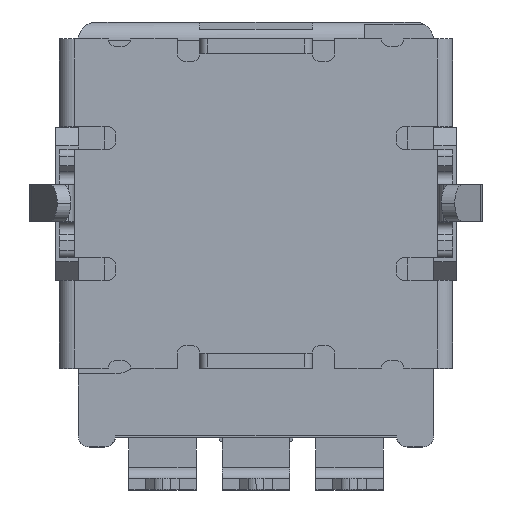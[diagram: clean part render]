
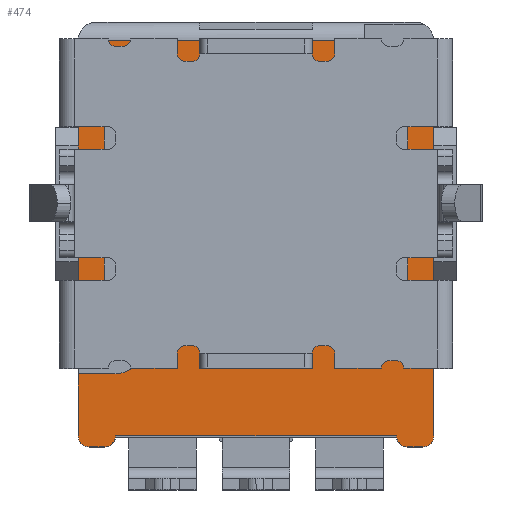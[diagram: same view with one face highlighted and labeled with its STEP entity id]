
A CAD part, top view. The second image highlights one B-rep face of the part: STEP entity #474.
In plain terms, the highlighted planar face has unit normal (0, 0, 1).
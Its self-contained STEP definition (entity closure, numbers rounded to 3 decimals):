
#474=ADVANCED_FACE('',(#1311,#1312),#1313,.T.);
#1311=FACE_OUTER_BOUND('',#3192,.T.);
#1312=FACE_BOUND('',#3193,.T.);
#1313=PLANE('',#3194);
#3192=EDGE_LOOP('',(#6701,#6702,#6703,#6704,#6705,#6706,#6707,#6708,#6709,#6710,#6711,#6712,#6713,#6714,#6715,#6716,#6717,#6718));
#3193=EDGE_LOOP('',(#6719,#6720,#6721,#6722,#6723,#6724,#6725,#6726));
#3194=AXIS2_PLACEMENT_3D('',#6727,#6728,#6729);
#6701=ORIENTED_EDGE('',*,*,#8162,.F.);
#6702=ORIENTED_EDGE('',*,*,#8163,.F.);
#6703=ORIENTED_EDGE('',*,*,#8164,.F.);
#6704=ORIENTED_EDGE('',*,*,#8165,.T.);
#6705=ORIENTED_EDGE('',*,*,#7155,.T.);
#6706=ORIENTED_EDGE('',*,*,#8166,.F.);
#6707=ORIENTED_EDGE('',*,*,#7029,.F.);
#6708=ORIENTED_EDGE('',*,*,#8167,.F.);
#6709=ORIENTED_EDGE('',*,*,#8168,.F.);
#6710=ORIENTED_EDGE('',*,*,#7151,.T.);
#6711=ORIENTED_EDGE('',*,*,#8169,.T.);
#6712=ORIENTED_EDGE('',*,*,#8170,.T.);
#6713=ORIENTED_EDGE('',*,*,#8171,.T.);
#6714=ORIENTED_EDGE('',*,*,#8172,.T.);
#6715=ORIENTED_EDGE('',*,*,#8173,.T.);
#6716=ORIENTED_EDGE('',*,*,#8174,.T.);
#6717=ORIENTED_EDGE('',*,*,#8175,.T.);
#6718=ORIENTED_EDGE('',*,*,#7127,.T.);
#6719=ORIENTED_EDGE('',*,*,#8176,.F.);
#6720=ORIENTED_EDGE('',*,*,#8177,.F.);
#6721=ORIENTED_EDGE('',*,*,#8178,.F.);
#6722=ORIENTED_EDGE('',*,*,#8179,.F.);
#6723=ORIENTED_EDGE('',*,*,#8180,.F.);
#6724=ORIENTED_EDGE('',*,*,#8181,.F.);
#6725=ORIENTED_EDGE('',*,*,#8182,.F.);
#6726=ORIENTED_EDGE('',*,*,#8183,.F.);
#6727=CARTESIAN_POINT('',(-4.05,-6.2,4.4));
#6728=DIRECTION('',(0.0,0.0,1.0));
#6729=DIRECTION('',(1.0,0.0,0.0));
#7029=EDGE_CURVE('',#8288,#8290,#8291,.T.);
#7127=EDGE_CURVE('',#8467,#8465,#8468,.T.);
#7151=EDGE_CURVE('',#8514,#8512,#8515,.T.);
#7155=EDGE_CURVE('',#8522,#8520,#8523,.T.);
#8162=EDGE_CURVE('',#10153,#8465,#10154,.T.);
#8163=EDGE_CURVE('',#10155,#10153,#10156,.T.);
#8164=EDGE_CURVE('',#10157,#10155,#10158,.T.);
#8165=EDGE_CURVE('',#10157,#8522,#10159,.T.);
#8166=EDGE_CURVE('',#8290,#8520,#10160,.T.);
#8167=EDGE_CURVE('',#10161,#8288,#10162,.T.);
#8168=EDGE_CURVE('',#8514,#10161,#10163,.T.);
#8169=EDGE_CURVE('',#8512,#10164,#10165,.T.);
#8170=EDGE_CURVE('',#10164,#10166,#10167,.T.);
#8171=EDGE_CURVE('',#10166,#10168,#10169,.T.);
#8172=EDGE_CURVE('',#10168,#10170,#10171,.T.);
#8173=EDGE_CURVE('',#10170,#10172,#10173,.T.);
#8174=EDGE_CURVE('',#10172,#10174,#10175,.T.);
#8175=EDGE_CURVE('',#10174,#8467,#10176,.T.);
#8176=EDGE_CURVE('',#10177,#10178,#10179,.T.);
#8177=EDGE_CURVE('',#10180,#10177,#10181,.T.);
#8178=EDGE_CURVE('',#10182,#10180,#10183,.T.);
#8179=EDGE_CURVE('',#10184,#10182,#10185,.T.);
#8180=EDGE_CURVE('',#10186,#10184,#10187,.T.);
#8181=EDGE_CURVE('',#10188,#10186,#10189,.T.);
#8182=EDGE_CURVE('',#10190,#10188,#10191,.T.);
#8183=EDGE_CURVE('',#10178,#10190,#10192,.T.);
#8288=VERTEX_POINT('',#10324);
#8290=VERTEX_POINT('',#10327);
#8291=CIRCLE('',#10328,0.9);
#8465=VERTEX_POINT('',#11080);
#8467=VERTEX_POINT('',#11083);
#8468=LINE('',#11084,#11085);
#8512=VERTEX_POINT('',#11151);
#8514=VERTEX_POINT('',#11154);
#8515=LINE('',#11155,#11156);
#8520=VERTEX_POINT('',#11163);
#8522=VERTEX_POINT('',#11166);
#8523=LINE('',#11167,#11168);
#10153=VERTEX_POINT('',#14067);
#10154=LINE('',#14068,#14069);
#10155=VERTEX_POINT('',#14070);
#10156=CIRCLE('',#14071,0.9);
#10157=VERTEX_POINT('',#14072);
#10158=LINE('',#14073,#14074);
#10159=LINE('',#14075,#14076);
#10160=LINE('',#14077,#14078);
#10161=VERTEX_POINT('',#14079);
#10162=CIRCLE('',#14080,0.9);
#10163=LINE('',#14081,#14082);
#10164=VERTEX_POINT('',#14083);
#10165=CIRCLE('',#14084,0.3);
#10166=VERTEX_POINT('',#14085);
#10167=LINE('',#14086,#14087);
#10168=VERTEX_POINT('',#14088);
#10169=CIRCLE('',#14089,0.3);
#10170=VERTEX_POINT('',#14090);
#10171=LINE('',#14091,#14092);
#10172=VERTEX_POINT('',#14093);
#10173=CIRCLE('',#14094,0.3);
#10174=VERTEX_POINT('',#14095);
#10175=LINE('',#14096,#14097);
#10176=CIRCLE('',#14098,0.3);
#10177=VERTEX_POINT('',#14099);
#10178=VERTEX_POINT('',#14100);
#10179=LINE('',#14101,#14102);
#10180=VERTEX_POINT('',#14103);
#10181=CIRCLE('',#14104,0.5);
#10182=VERTEX_POINT('',#14105);
#10183=LINE('',#14106,#14107);
#10184=VERTEX_POINT('',#14108);
#10185=CIRCLE('',#14109,0.5);
#10186=VERTEX_POINT('',#14110);
#10187=LINE('',#14111,#14112);
#10188=VERTEX_POINT('',#14113);
#10189=CIRCLE('',#14114,0.5);
#10190=VERTEX_POINT('',#14115);
#10191=LINE('',#14116,#14117);
#10192=CIRCLE('',#14118,0.5);
#10324=CARTESIAN_POINT('',(-2.9,-3.65,4.4));
#10327=CARTESIAN_POINT('',(-3.8,-2.75,4.4));
#10328=AXIS2_PLACEMENT_3D('',#14261,#14262,#14263);
#11080=CARTESIAN_POINT('',(4.75,2.75,4.4));
#11083=CARTESIAN_POINT('',(4.75,-6.2,4.4));
#11084=CARTESIAN_POINT('',(4.75,-6.2,4.4));
#11085=VECTOR('',#14349,1000.0);
#11151=CARTESIAN_POINT('',(-4.75,-6.2,4.4));
#11154=CARTESIAN_POINT('',(-4.75,-4.55,4.4));
#11155=CARTESIAN_POINT('',(-4.75,4.35,4.4));
#11156=VECTOR('',#14373,1000.0);
#11163=CARTESIAN_POINT('',(-4.75,-2.75,4.4));
#11166=CARTESIAN_POINT('',(-4.75,4.35,4.4));
#11167=CARTESIAN_POINT('',(-4.75,4.35,4.4));
#11168=VECTOR('',#14377,1000.0);
#14067=CARTESIAN_POINT('',(3.8,2.75,4.4));
#14068=CARTESIAN_POINT('',(4.75,2.75,4.4));
#14069=VECTOR('',#15872,1000.0);
#14070=CARTESIAN_POINT('',(2.9,3.65,4.4));
#14071=AXIS2_PLACEMENT_3D('',#15873,#15874,#15875);
#14072=CARTESIAN_POINT('',(2.9,4.35,4.4));
#14073=CARTESIAN_POINT('',(2.9,4.85,4.4));
#14074=VECTOR('',#15876,1000.0);
#14075=CARTESIAN_POINT('',(4.751,4.35,4.4));
#14076=VECTOR('',#15877,1000.0);
#14077=CARTESIAN_POINT('',(-4.75,-2.75,4.4));
#14078=VECTOR('',#15878,1000.0);
#14079=CARTESIAN_POINT('',(-3.8,-4.55,4.4));
#14080=AXIS2_PLACEMENT_3D('',#15879,#15880,#15881);
#14081=CARTESIAN_POINT('',(-4.75,-4.55,4.4));
#14082=VECTOR('',#15882,1000.0);
#14083=CARTESIAN_POINT('',(-4.45,-6.5,4.4));
#14084=AXIS2_PLACEMENT_3D('',#15883,#15884,#15885);
#14085=CARTESIAN_POINT('',(-4.05,-6.5,4.4));
#14086=CARTESIAN_POINT('',(-4.45,-6.5,4.4));
#14087=VECTOR('',#15886,1000.0);
#14088=CARTESIAN_POINT('',(-3.75,-6.2,4.4));
#14089=AXIS2_PLACEMENT_3D('',#15887,#15888,#15889);
#14090=CARTESIAN_POINT('',(3.75,-6.2,4.4));
#14091=CARTESIAN_POINT('',(-3.75,-6.2,4.4));
#14092=VECTOR('',#15890,1000.0);
#14093=CARTESIAN_POINT('',(4.05,-6.5,4.4));
#14094=AXIS2_PLACEMENT_3D('',#15891,#15892,#15893);
#14095=CARTESIAN_POINT('',(4.45,-6.5,4.4));
#14096=CARTESIAN_POINT('',(4.05,-6.5,4.4));
#14097=VECTOR('',#15894,1000.0);
#14098=AXIS2_PLACEMENT_3D('',#15895,#15896,#15897);
#14099=CARTESIAN_POINT('',(-3.55,-2.5,4.4));
#14100=CARTESIAN_POINT('',(3.55,-2.5,4.4));
#14101=CARTESIAN_POINT('',(-3.55,-2.5,4.4));
#14102=VECTOR('',#15898,1000.0);
#14103=CARTESIAN_POINT('',(-4.05,-2.0,4.4));
#14104=AXIS2_PLACEMENT_3D('',#15899,#15900,#15901);
#14105=CARTESIAN_POINT('',(-4.05,2.0,4.4));
#14106=CARTESIAN_POINT('',(-4.05,2.0,4.4));
#14107=VECTOR('',#15902,1000.0);
#14108=CARTESIAN_POINT('',(-3.55,2.5,4.4));
#14109=AXIS2_PLACEMENT_3D('',#15903,#15904,#15905);
#14110=CARTESIAN_POINT('',(3.55,2.5,4.4));
#14111=CARTESIAN_POINT('',(-3.55,2.5,4.4));
#14112=VECTOR('',#15906,1000.0);
#14113=CARTESIAN_POINT('',(4.05,2.0,4.4));
#14114=AXIS2_PLACEMENT_3D('',#15907,#15908,#15909);
#14115=CARTESIAN_POINT('',(4.05,-2.0,4.4));
#14116=CARTESIAN_POINT('',(4.05,2.0,4.4));
#14117=VECTOR('',#15910,1000.0);
#14118=AXIS2_PLACEMENT_3D('',#15911,#15912,#15913);
#14261=CARTESIAN_POINT('',(-3.8,-3.65,4.4));
#14262=DIRECTION('',(0.0,0.0,1.0));
#14263=DIRECTION('',(1.0,0.0,0.0));
#14349=DIRECTION('',(0.,1.0,0.0));
#14373=DIRECTION('',(0.,-1.0,0.0));
#14377=DIRECTION('',(0.,-1.0,0.0));
#15872=DIRECTION('',(1.0,0.,0.0));
#15873=CARTESIAN_POINT('',(3.8,3.65,4.4));
#15874=DIRECTION('',(0.0,0.0,1.0));
#15875=DIRECTION('',(1.0,0.0,0.0));
#15876=DIRECTION('',(0.,-1.0,0.0));
#15877=DIRECTION('',(-1.0,0.0,0.0));
#15878=DIRECTION('',(-1.0,0.,0.0));
#15879=CARTESIAN_POINT('',(-3.8,-3.65,4.4));
#15880=DIRECTION('',(0.0,0.0,1.0));
#15881=DIRECTION('',(1.0,0.0,0.0));
#15882=DIRECTION('',(1.0,0.,0.0));
#15883=CARTESIAN_POINT('',(-4.45,-6.2,4.4));
#15884=DIRECTION('',(0.0,0.0,1.0));
#15885=DIRECTION('',(1.0,0.0,0.0));
#15886=DIRECTION('',(1.0,0.0,0.0));
#15887=CARTESIAN_POINT('',(-4.05,-6.2,4.4));
#15888=DIRECTION('',(0.0,0.0,1.0));
#15889=DIRECTION('',(1.0,0.0,0.0));
#15890=DIRECTION('',(1.0,0.0,0.0));
#15891=CARTESIAN_POINT('',(4.05,-6.2,4.4));
#15892=DIRECTION('',(0.0,0.0,1.0));
#15893=DIRECTION('',(1.0,0.0,0.0));
#15894=DIRECTION('',(1.0,0.,0.0));
#15895=CARTESIAN_POINT('',(4.45,-6.2,4.4));
#15896=DIRECTION('',(0.0,0.0,1.0));
#15897=DIRECTION('',(1.0,0.0,0.0));
#15898=DIRECTION('',(1.0,0.,0.0));
#15899=CARTESIAN_POINT('',(-3.55,-2.0,4.4));
#15900=DIRECTION('',(0.0,0.0,1.0));
#15901=DIRECTION('',(1.0,0.0,0.0));
#15902=DIRECTION('',(0.0,-1.0,0.0));
#15903=CARTESIAN_POINT('',(-3.55,2.0,4.4));
#15904=DIRECTION('',(0.0,0.0,1.0));
#15905=DIRECTION('',(1.0,0.0,0.0));
#15906=DIRECTION('',(-1.0,0.,0.0));
#15907=CARTESIAN_POINT('',(3.55,2.0,4.4));
#15908=DIRECTION('',(0.0,0.0,1.0));
#15909=DIRECTION('',(-1.0,0.0,0.0));
#15910=DIRECTION('',(0.0,1.0,0.0));
#15911=CARTESIAN_POINT('',(3.55,-2.0,4.4));
#15912=DIRECTION('',(0.0,0.0,1.0));
#15913=DIRECTION('',(1.0,0.0,0.0));
